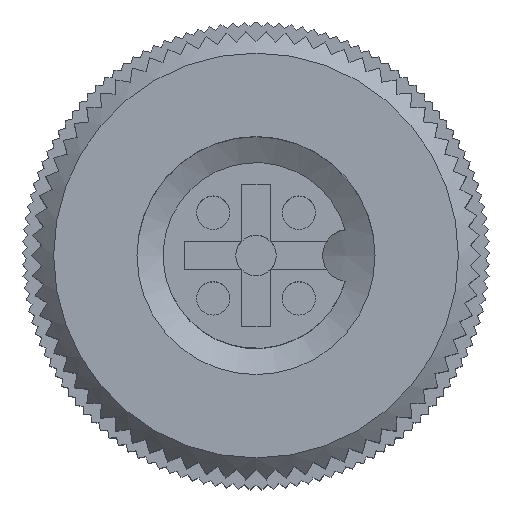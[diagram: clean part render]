
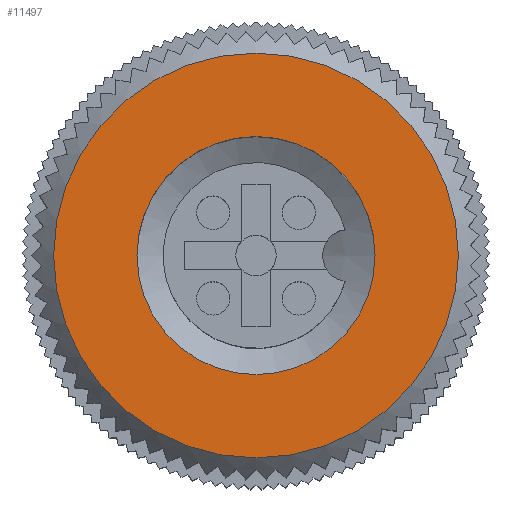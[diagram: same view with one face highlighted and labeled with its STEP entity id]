
A CAD part, top view. The second image highlights one B-rep face of the part: STEP entity #11497.
In plain terms, the highlighted planar face has unit normal (0, 0, 1).
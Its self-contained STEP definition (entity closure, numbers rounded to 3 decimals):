
#187=FACE_BOUND('',#1413,.T.);
#364=PLANE('',#12120);
#812=FACE_OUTER_BOUND('',#1412,.T.);
#1412=EDGE_LOOP('',(#8162));
#1413=EDGE_LOOP('',(#8163));
#1848=CIRCLE('',#11982,8.5);
#1849=CIRCLE('',#12121,5.);
#4599=VERTEX_POINT('',#15960);
#4872=VERTEX_POINT('',#17056);
#5732=EDGE_CURVE('',#4599,#4599,#1848,.T.);
#6143=EDGE_CURVE('',#4872,#4872,#1849,.T.);
#8162=ORIENTED_EDGE('',*,*,#5732,.F.);
#8163=ORIENTED_EDGE('',*,*,#6143,.T.);
#11497=ADVANCED_FACE('',(#812,#187),#364,.F.);
#11982=AXIS2_PLACEMENT_3D('',#15961,#13006,#13007);
#12120=AXIS2_PLACEMENT_3D('',#17055,#13555,#13556);
#12121=AXIS2_PLACEMENT_3D('',#17057,#13557,#13558);
#13006=DIRECTION('center_axis',(0.,0.,-1.));
#13007=DIRECTION('ref_axis',(-1.,0.,0.));
#13555=DIRECTION('center_axis',(0.,0.,-1.));
#13556=DIRECTION('ref_axis',(-1.,0.,0.));
#13557=DIRECTION('center_axis',(0.,0.,-1.));
#13558=DIRECTION('ref_axis',(1.,0.,0.));
#15960=CARTESIAN_POINT('',(174.44,185.875,91.282));
#15961=CARTESIAN_POINT('Origin',(165.94,185.875,91.282));
#17055=CARTESIAN_POINT('Origin',(165.94,185.875,91.282));
#17056=CARTESIAN_POINT('',(170.94,185.875,91.282));
#17057=CARTESIAN_POINT('Origin',(165.94,185.875,91.282));
